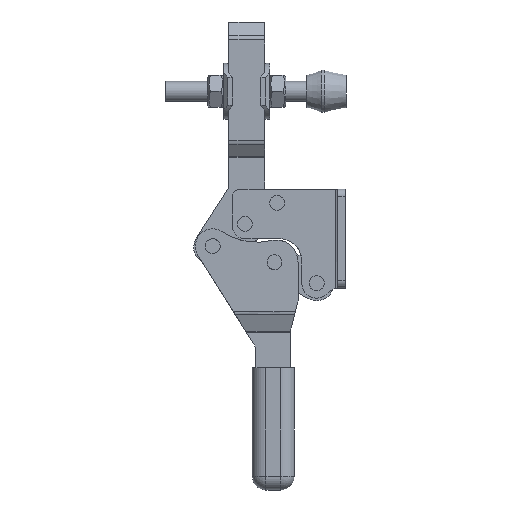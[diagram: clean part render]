
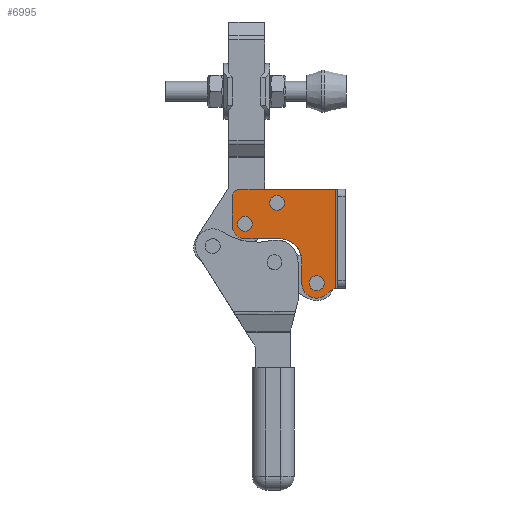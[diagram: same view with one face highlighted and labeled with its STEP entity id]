
A CAD part, left-side view. The second image highlights one B-rep face of the part: STEP entity #6995.
In plain terms, the highlighted planar face has unit normal (-1, 0, 0).
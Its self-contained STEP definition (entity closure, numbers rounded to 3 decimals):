
#84=CARTESIAN_POINT('',(-6.0,11.5,5.));
#85=VERTEX_POINT('',#84);
#86=CARTESIAN_POINT('',(-6.,11.5,8.));
#87=DIRECTION('',(1.0,0.0,0.0));
#88=DIRECTION('',(0.0,0.0,1.0));
#89=AXIS2_PLACEMENT_3D('',#86,#87,#88);
#90=CIRCLE('',#89,3.);
#91=EDGE_CURVE('',#85,#85,#90,.T.);
#158=CARTESIAN_POINT('',(-6.,27.5,37.5));
#159=VERTEX_POINT('',#158);
#160=CARTESIAN_POINT('',(-6.,27.5,40.5));
#161=DIRECTION('',(1.0,0.0,0.0));
#162=DIRECTION('',(0.0,0.0,1.0));
#163=AXIS2_PLACEMENT_3D('',#160,#161,#162);
#164=CIRCLE('',#163,3.);
#165=EDGE_CURVE('',#159,#159,#164,.T.);
#380=CARTESIAN_POINT('',(-6.,40.5,29.));
#381=VERTEX_POINT('',#380);
#382=CARTESIAN_POINT('',(-6.,40.5,32.0));
#383=DIRECTION('',(1.0,0.0,0.0));
#384=DIRECTION('',(0.0,0.0,1.0));
#385=AXIS2_PLACEMENT_3D('',#382,#383,#384);
#386=CIRCLE('',#385,3.);
#387=EDGE_CURVE('',#381,#381,#386,.T.);
#6515=CARTESIAN_POINT('',(-6.,6.877,4.176));
#6516=VERTEX_POINT('',#6515);
#6517=CARTESIAN_POINT('',(-6.,3.8,5.936));
#6518=VERTEX_POINT('',#6517);
#6519=CARTESIAN_POINT('',(-6.,3.,0.969));
#6520=DIRECTION('',(1.0,0.0,0.0));
#6521=DIRECTION('',(0.0,0.0,1.0));
#6522=AXIS2_PLACEMENT_3D('',#6519,#6520,#6521);
#6523=CIRCLE('',#6522,5.031);
#6524=EDGE_CURVE('',#6516,#6518,#6523,.T.);
#6583=CARTESIAN_POINT('',(-6.,17.5,8.));
#6584=VERTEX_POINT('',#6583);
#6585=CARTESIAN_POINT('',(-6.,11.5,8.));
#6586=DIRECTION('',(-1.0,0.0,0.0));
#6587=DIRECTION('',(0.0,-1.0,0.0));
#6588=AXIS2_PLACEMENT_3D('',#6585,#6586,#6587);
#6589=CIRCLE('',#6588,6.);
#6590=EDGE_CURVE('',#6584,#6516,#6589,.T.);
#6733=CARTESIAN_POINT('',(-6.,17.5,17.));
#6734=VERTEX_POINT('',#6733);
#6735=CARTESIAN_POINT('',(-6.,17.5,17.));
#6736=DIRECTION('',(0.0,0.0,-1.0));
#6737=VECTOR('',#6736,9.);
#6738=LINE('',#6735,#6737);
#6739=EDGE_CURVE('',#6734,#6584,#6738,.T.);
#6765=CARTESIAN_POINT('',(-6.,3.8,46.));
#6766=VERTEX_POINT('',#6765);
#6774=CARTESIAN_POINT('',(-6.,3.8,5.936));
#6775=DIRECTION('',(0.0,0.0,1.0));
#6776=VECTOR('',#6775,40.064);
#6777=LINE('',#6774,#6776);
#6778=EDGE_CURVE('',#6518,#6766,#6777,.T.);
#6788=CARTESIAN_POINT('',(-6.,45.5,43.));
#6789=VERTEX_POINT('',#6788);
#6797=CARTESIAN_POINT('',(-6.,45.5,31.));
#6798=VERTEX_POINT('',#6797);
#6805=CARTESIAN_POINT('',(-6.,45.5,31.));
#6806=DIRECTION('',(0.0,0.0,1.0));
#6807=VECTOR('',#6806,12.0);
#6808=LINE('',#6805,#6807);
#6809=EDGE_CURVE('',#6798,#6789,#6808,.T.);
#6892=CARTESIAN_POINT('',(-6.,26.5,26.));
#6893=VERTEX_POINT('',#6892);
#6894=CARTESIAN_POINT('',(-6.,26.5,17.));
#6895=DIRECTION('',(1.0,0.0,0.0));
#6896=DIRECTION('',(0.0,-1.0,0.0));
#6897=AXIS2_PLACEMENT_3D('',#6894,#6895,#6896);
#6898=CIRCLE('',#6897,9.);
#6899=EDGE_CURVE('',#6893,#6734,#6898,.T.);
#6918=CARTESIAN_POINT('',(-6.0,40.5,26.0));
#6919=VERTEX_POINT('',#6918);
#6929=CARTESIAN_POINT('',(-6.0,40.5,26.0));
#6930=DIRECTION('',(0.0,-1.0,0.0));
#6931=VECTOR('',#6930,14.);
#6932=LINE('',#6929,#6931);
#6933=EDGE_CURVE('',#6919,#6893,#6932,.T.);
#6943=CARTESIAN_POINT('',(-6.,40.5,31.));
#6944=DIRECTION('',(1.,0.0,0.0));
#6945=DIRECTION('',(0.0,0.707,-0.707));
#6946=AXIS2_PLACEMENT_3D('',#6943,#6944,#6945);
#6947=CIRCLE('',#6946,5.);
#6948=EDGE_CURVE('',#6919,#6798,#6947,.T.);
#6956=CARTESIAN_POINT('',(-6.,3.8,0.0));
#6957=DIRECTION('',(-1.0,0.0,0.0));
#6958=DIRECTION('',(0.0,0.0,1.0));
#6959=AXIS2_PLACEMENT_3D('',#6956,#6957,#6958);
#6960=PLANE('',#6959);
#6961=ORIENTED_EDGE('',*,*,#6524,.T.);
#6962=ORIENTED_EDGE('',*,*,#6778,.T.);
#6963=CARTESIAN_POINT('',(-6.0,42.5,46.));
#6964=VERTEX_POINT('',#6963);
#6965=CARTESIAN_POINT('',(-6.,3.8,46.));
#6966=DIRECTION('',(0.0,1.0,0.0));
#6967=VECTOR('',#6966,38.7);
#6968=LINE('',#6965,#6967);
#6969=EDGE_CURVE('',#6766,#6964,#6968,.T.);
#6970=ORIENTED_EDGE('',*,*,#6969,.T.);
#6971=CARTESIAN_POINT('',(-6.,42.5,43.));
#6972=DIRECTION('',(1.,0.0,0.0));
#6973=DIRECTION('',(0.0,0.707,0.707));
#6974=AXIS2_PLACEMENT_3D('',#6971,#6972,#6973);
#6975=CIRCLE('',#6974,3.);
#6976=EDGE_CURVE('',#6789,#6964,#6975,.T.);
#6977=ORIENTED_EDGE('',*,*,#6976,.F.);
#6978=ORIENTED_EDGE('',*,*,#6809,.F.);
#6979=ORIENTED_EDGE('',*,*,#6948,.F.);
#6980=ORIENTED_EDGE('',*,*,#6933,.T.);
#6981=ORIENTED_EDGE('',*,*,#6899,.T.);
#6982=ORIENTED_EDGE('',*,*,#6739,.T.);
#6983=ORIENTED_EDGE('',*,*,#6590,.T.);
#6984=EDGE_LOOP('',(#6961,#6962,#6970,#6977,#6978,#6979,#6980,#6981,#6982,#6983));
#6985=FACE_OUTER_BOUND('',#6984,.T.);
#6986=ORIENTED_EDGE('',*,*,#387,.T.);
#6987=EDGE_LOOP('',(#6986));
#6988=FACE_BOUND('',#6987,.T.);
#6989=ORIENTED_EDGE('',*,*,#165,.T.);
#6990=EDGE_LOOP('',(#6989));
#6991=FACE_BOUND('',#6990,.T.);
#6992=ORIENTED_EDGE('',*,*,#91,.T.);
#6993=EDGE_LOOP('',(#6992));
#6994=FACE_BOUND('',#6993,.T.);
#6995=ADVANCED_FACE('',(#6985,#6988,#6991,#6994),#6960,.T.);
